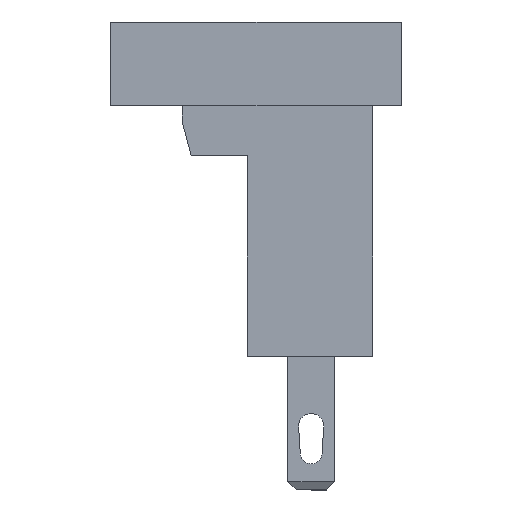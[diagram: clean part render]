
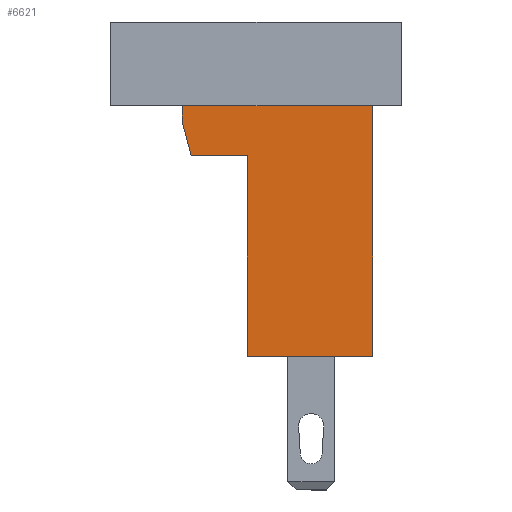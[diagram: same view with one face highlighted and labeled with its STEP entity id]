
A CAD part, left-side view. The second image highlights one B-rep face of the part: STEP entity #6621.
In plain terms, the highlighted planar face has unit normal (-1, 0, 0).
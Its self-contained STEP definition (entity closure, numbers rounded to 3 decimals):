
#6610=AXIS2_PLACEMENT_3D('Plane Axis2P3D',#6607,#6608,#6609) ;
#293=CARTESIAN_POINT('Vertex',(9.02,13.11,23.)) ;
#298=CARTESIAN_POINT('Line Origine',(9.02,7.418,23.)) ;
#302=CARTESIAN_POINT('Vertex',(9.02,1.727,23.)) ;
#505=CARTESIAN_POINT('Vertex',(9.02,13.11,22.)) ;
#508=CARTESIAN_POINT('Line Origine',(9.02,13.11,22.5)) ;
#558=CARTESIAN_POINT('Line Origine',(9.02,12.842,21.)) ;
#562=CARTESIAN_POINT('Vertex',(9.02,12.574,20.)) ;
#633=CARTESIAN_POINT('Vertex',(9.02,9.211,20.)) ;
#636=CARTESIAN_POINT('Line Origine',(9.02,10.892,20.)) ;
#779=CARTESIAN_POINT('Vertex',(9.02,9.211,8.)) ;
#786=CARTESIAN_POINT('Vertex',(9.02,1.727,8.)) ;
#789=CARTESIAN_POINT('Line Origine',(9.02,5.469,8.)) ;
#1148=CARTESIAN_POINT('Line Origine',(9.02,9.211,14.)) ;
#3073=CARTESIAN_POINT('Line Origine',(9.02,1.727,15.5)) ;
#6607=CARTESIAN_POINT('Axis2P3D Location',(9.02,13.11,23.)) ;
#299=DIRECTION('Vector Direction',(0.,-1.,0.)) ;
#509=DIRECTION('Vector Direction',(0.,0.,1.)) ;
#559=DIRECTION('Vector Direction',(0.,0.259,0.966)) ;
#637=DIRECTION('Vector Direction',(0.,1.,0.)) ;
#790=DIRECTION('Vector Direction',(0.,-1.,0.)) ;
#1149=DIRECTION('Vector Direction',(0.,0.,1.)) ;
#3074=DIRECTION('Vector Direction',(0.,0.,-1.)) ;
#6608=DIRECTION('Axis2P3D Direction',(1.,0.,0.)) ;
#6609=DIRECTION('Axis2P3D XDirection',(0.,-1.,0.)) ;
#300=VECTOR('Line Direction',#299,1.) ;
#510=VECTOR('Line Direction',#509,1.) ;
#560=VECTOR('Line Direction',#559,1.) ;
#638=VECTOR('Line Direction',#637,1.) ;
#791=VECTOR('Line Direction',#790,1.) ;
#1150=VECTOR('Line Direction',#1149,1.) ;
#3075=VECTOR('Line Direction',#3074,1.) ;
#6613=ORIENTED_EDGE('',*,*,#3077,.F.) ;
#6614=ORIENTED_EDGE('',*,*,#304,.F.) ;
#6615=ORIENTED_EDGE('',*,*,#512,.F.) ;
#6616=ORIENTED_EDGE('',*,*,#564,.F.) ;
#6617=ORIENTED_EDGE('',*,*,#640,.F.) ;
#6618=ORIENTED_EDGE('',*,*,#1152,.F.) ;
#6619=ORIENTED_EDGE('',*,*,#793,.T.) ;
#6621=ADVANCED_FACE('model',(#6620),#6611,.F.) ;
#304=EDGE_CURVE('',#294,#303,#301,.T.) ;
#512=EDGE_CURVE('',#506,#294,#511,.T.) ;
#564=EDGE_CURVE('',#563,#506,#561,.T.) ;
#640=EDGE_CURVE('',#634,#563,#639,.T.) ;
#793=EDGE_CURVE('',#780,#787,#792,.T.) ;
#1152=EDGE_CURVE('',#780,#634,#1151,.T.) ;
#3077=EDGE_CURVE('',#303,#787,#3076,.T.) ;
#6612=EDGE_LOOP('',(#6613,#6614,#6615,#6616,#6617,#6618,#6619)) ;
#6620=FACE_OUTER_BOUND('',#6612,.T.) ;
#301=LINE('Line',#298,#300) ;
#511=LINE('Line',#508,#510) ;
#561=LINE('Line',#558,#560) ;
#639=LINE('Line',#636,#638) ;
#792=LINE('Line',#789,#791) ;
#1151=LINE('Line',#1148,#1150) ;
#3076=LINE('Line',#3073,#3075) ;
#6611=PLANE('',#6610) ;
#294=VERTEX_POINT('',#293) ;
#303=VERTEX_POINT('',#302) ;
#506=VERTEX_POINT('',#505) ;
#563=VERTEX_POINT('',#562) ;
#634=VERTEX_POINT('',#633) ;
#780=VERTEX_POINT('',#779) ;
#787=VERTEX_POINT('',#786) ;
